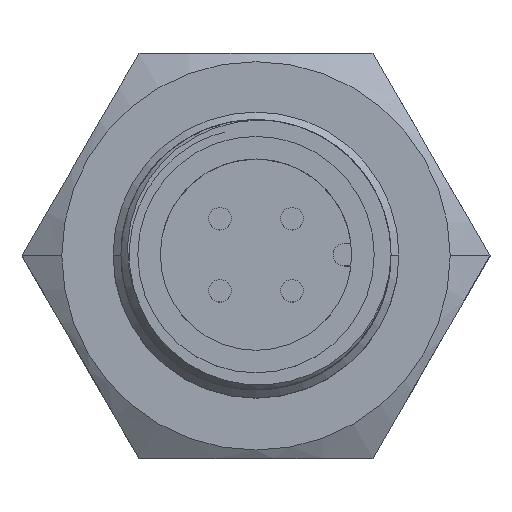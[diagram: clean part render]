
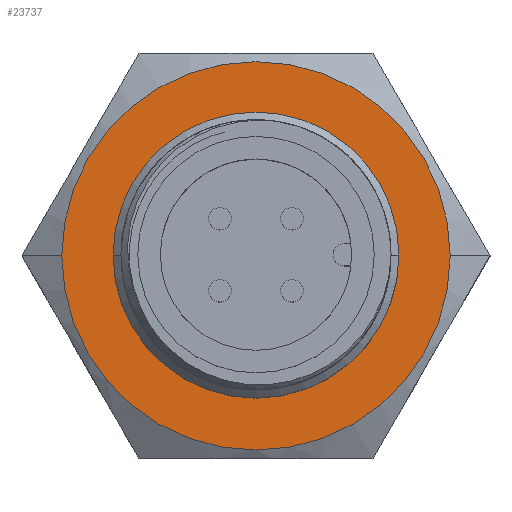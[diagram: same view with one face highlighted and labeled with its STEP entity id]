
A CAD part, top view. The second image highlights one B-rep face of the part: STEP entity #23737.
In plain terms, the highlighted planar face has unit normal (0, 0, 1).
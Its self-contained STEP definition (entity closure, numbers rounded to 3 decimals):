
#22321=CARTESIAN_POINT('',(0.,0.,24.9));
#22322=DIRECTION('',(0.,0.,1.));
#22323=DIRECTION('',(1.,0.,0.));
#22324=AXIS2_PLACEMENT_3D('',#22321,#22322,#22323);
#22326=CARTESIAN_POINT('',(0.,0.,24.9));
#22327=DIRECTION('',(0.,0.,1.));
#22328=DIRECTION('',(-1.,0.,0.));
#22329=AXIS2_PLACEMENT_3D('',#22326,#22327,#22328);
#22331=CARTESIAN_POINT('',(0.,0.,24.9));
#22332=DIRECTION('',(0.,0.,-1.));
#22333=DIRECTION('',(-1.,0.,0.));
#22334=AXIS2_PLACEMENT_3D('',#22331,#22332,#22333);
#22336=CARTESIAN_POINT('',(0.,0.,24.9));
#22337=DIRECTION('',(0.,0.,-1.));
#22338=DIRECTION('',(0.812,-0.584,0.));
#22339=AXIS2_PLACEMENT_3D('',#22336,#22337,#22338);
#22341=CARTESIAN_POINT('',(-5.501,1.203,24.9));
#22342=CARTESIAN_POINT('',(-5.571,0.918,24.9));
#22343=CARTESIAN_POINT('',(-5.663,0.345,24.9));
#22344=CARTESIAN_POINT('',(-5.669,-0.527,24.9));
#22345=CARTESIAN_POINT('',(-5.539,-1.398,24.9));
#22346=CARTESIAN_POINT('',(-5.283,-2.232,24.9));
#22347=CARTESIAN_POINT('',(-4.898,-3.025,24.9));
#22348=CARTESIAN_POINT('',(-4.396,-3.752,24.9));
#22349=CARTESIAN_POINT('',(-3.794,-4.386,24.9));
#22350=CARTESIAN_POINT('',(-3.091,-4.93,24.9));
#22351=CARTESIAN_POINT('',(-2.325,-5.355,24.9));
#22352=CARTESIAN_POINT('',(-1.489,-5.666,24.9));
#22353=CARTESIAN_POINT('',(-0.626,-5.847,24.9));
#22354=CARTESIAN_POINT('',(0.266,-5.894,24.9));
#22355=CARTESIAN_POINT('',(1.152,-5.81,24.9));
#22356=CARTESIAN_POINT('',(2.018,-5.589,24.9));
#22357=CARTESIAN_POINT('',(2.838,-5.244,24.9));
#22358=CARTESIAN_POINT('',(3.595,-4.779,24.9));
#22359=CARTESIAN_POINT('',(4.288,-4.199,24.9));
#22360=CARTESIAN_POINT('',(4.686,-3.748,24.9));
#22361=CARTESIAN_POINT('',(4.87,-3.505,24.9));
#22363=CARTESIAN_POINT('',(4.319,4.165,24.9));
#22364=CARTESIAN_POINT('',(4.097,4.382,24.9));
#22365=CARTESIAN_POINT('',(3.627,4.777,24.9));
#22366=CARTESIAN_POINT('',(2.835,5.257,24.9));
#22367=CARTESIAN_POINT('',(1.986,5.607,24.9));
#22368=CARTESIAN_POINT('',(1.091,5.819,24.9));
#22369=CARTESIAN_POINT('',(0.187,5.89,24.9));
#22370=CARTESIAN_POINT('',(-0.711,5.823,24.9));
#22371=CARTESIAN_POINT('',(-1.595,5.616,24.9));
#22372=CARTESIAN_POINT('',(-2.423,5.283,24.9));
#22373=CARTESIAN_POINT('',(-3.199,4.825,24.9));
#22374=CARTESIAN_POINT('',(-3.878,4.263,24.9));
#22375=CARTESIAN_POINT('',(-4.464,3.601,24.9));
#22376=CARTESIAN_POINT('',(-4.936,2.868,24.9));
#22377=CARTESIAN_POINT('',(-5.293,2.063,24.9));
#22378=CARTESIAN_POINT('',(-5.447,1.496,24.9));
#22379=CARTESIAN_POINT('',(-5.501,1.203,24.9));
#22381=CARTESIAN_POINT('',(0.,0.,24.9));
#22382=DIRECTION('',(0.,0.,-1.));
#22383=DIRECTION('',(1.,0.,0.));
#22384=AXIS2_PLACEMENT_3D('',#22381,#22382,#22383);
#22386=CARTESIAN_POINT('',(0.,0.,24.9));
#22387=DIRECTION('',(0.,0.,-1.));
#22388=DIRECTION('',(-1.,0.,0.));
#22389=AXIS2_PLACEMENT_3D('',#22386,#22387,#22388);
#23382=VERTEX_POINT('',#22341);
#23383=VERTEX_POINT('',#22361);
#23423=CARTESIAN_POINT('',(-6.,0.,24.9));
#23424=VERTEX_POINT('',#23423);
#23443=CARTESIAN_POINT('',(-5.383,0.,24.9));
#23444=CARTESIAN_POINT('',(5.383,0.,24.9));
#23445=VERTEX_POINT('',#23443);
#23446=VERTEX_POINT('',#23444);
#23458=CARTESIAN_POINT('',(-8.625,0.,24.9));
#23459=CARTESIAN_POINT('',(8.625,0.,24.9));
#23460=VERTEX_POINT('',#23458);
#23461=VERTEX_POINT('',#23459);
#23484=CARTESIAN_POINT('',(4.319,4.165,24.9));
#23485=VERTEX_POINT('',#23484);
#23711=CARTESIAN_POINT('',(5.196,-9.,24.9));
#23712=DIRECTION('',(0.,0.,1.));
#23713=DIRECTION('',(1.,0.,0.));
#23714=AXIS2_PLACEMENT_3D('',#23711,#23712,#23713);
#23715=PLANE('',#23714);
#23716=ORIENTED_EDGE('',*,*,#23697,.F.);
#23718=ORIENTED_EDGE('',*,*,#23717,.F.);
#23719=EDGE_LOOP('',(#23716,#23718));
#23720=FACE_OUTER_BOUND('',#23719,.F.);
#23722=ORIENTED_EDGE('',*,*,#23721,.F.);
#23724=ORIENTED_EDGE('',*,*,#23723,.F.);
#23726=ORIENTED_EDGE('',*,*,#23725,.F.);
#23728=ORIENTED_EDGE('',*,*,#23727,.F.);
#23729=EDGE_LOOP('',(#23722,#23724,#23726,#23728));
#23730=FACE_BOUND('',#23729,.F.);
#23732=ORIENTED_EDGE('',*,*,#23731,.F.);
#23734=ORIENTED_EDGE('',*,*,#23733,.F.);
#23735=EDGE_LOOP('',(#23732,#23734));
#23736=FACE_BOUND('',#23735,.F.);
#22325=CIRCLE('',#22324,8.625);
#22330=CIRCLE('',#22329,8.625);
#22335=CIRCLE('',#22334,6.);
#22340=CIRCLE('',#22339,6.);
#22362=B_SPLINE_CURVE_WITH_KNOTS('',3,(#22341,#22342,#22343,#22344,#22345,
#22346,#22347,#22348,#22349,#22350,#22351,#22352,#22353,#22354,#22355,#22356,
#22357,#22358,#22359,#22360,#22361),.UNSPECIFIED.,.F.,.F.,(4,1,1,1,1,1,1,1,1,1,
1,1,1,1,1,1,1,1,4),(0.,0.056,0.111,0.167,
0.222,0.278,0.333,0.389,
0.444,0.5,0.556,0.611,0.667,
0.722,0.778,0.833,0.889,
0.944,1.),.UNSPECIFIED.);
#22380=B_SPLINE_CURVE_WITH_KNOTS('',3,(#22363,#22364,#22365,#22366,#22367,
#22368,#22369,#22370,#22371,#22372,#22373,#22374,#22375,#22376,#22377,#22378,
#22379),.UNSPECIFIED.,.F.,.F.,(4,1,1,1,1,1,1,1,1,1,1,1,1,1,4),(0.,
0.071,0.143,0.214,0.286,
0.357,0.429,0.5,0.571,0.643,
0.714,0.786,0.857,0.929,1.),
.UNSPECIFIED.);
#22385=CIRCLE('',#22384,5.383);
#22390=CIRCLE('',#22389,5.383);
#23697=EDGE_CURVE('',#23461,#23460,#22325,.T.);
#23717=EDGE_CURVE('',#23460,#23461,#22330,.T.);
#23721=EDGE_CURVE('',#23424,#23485,#22335,.T.);
#23723=EDGE_CURVE('',#23383,#23424,#22340,.T.);
#23725=EDGE_CURVE('',#23382,#23383,#22362,.T.);
#23727=EDGE_CURVE('',#23485,#23382,#22380,.T.);
#23731=EDGE_CURVE('',#23446,#23445,#22385,.T.);
#23733=EDGE_CURVE('',#23445,#23446,#22390,.T.);
#23737=ADVANCED_FACE('',(#23720,#23730,#23736),#23715,.T.);
